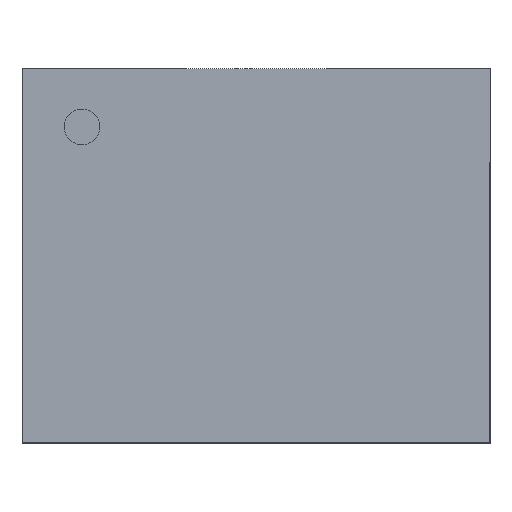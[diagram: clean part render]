
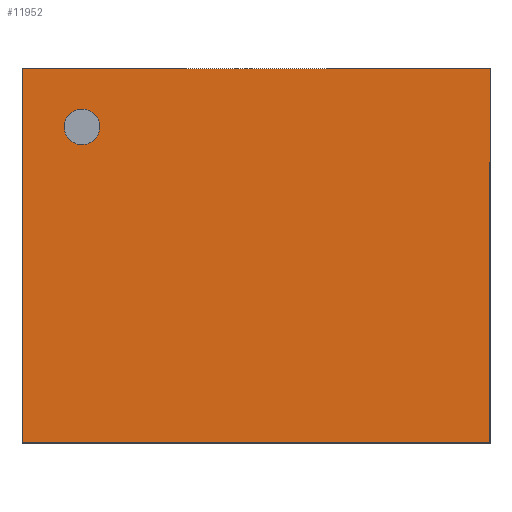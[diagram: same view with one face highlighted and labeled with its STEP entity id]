
A CAD part, top view. The second image highlights one B-rep face of the part: STEP entity #11952.
In plain terms, the highlighted planar face has unit normal (0, 0, 1).
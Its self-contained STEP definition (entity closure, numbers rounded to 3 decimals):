
#90 = EDGE_CURVE ( 'NONE', #1987, #5335, #4616, .T. ) ;
#116 = VECTOR ( 'NONE', #4891, 1000. ) ;
#955 = AXIS2_PLACEMENT_3D ( 'NONE', #2971, #10047, #9984 ) ;
#1352 = EDGE_LOOP ( 'NONE', ( #9832, #2635, #6736, #8189 ) ) ;
#1713 = VERTEX_POINT ( 'NONE', #12384 ) ;
#1987 = VERTEX_POINT ( 'NONE', #10995 ) ;
#2094 = DIRECTION ( 'NONE',  ( 0., 0., 1. ) ) ;
#2426 = CIRCLE ( 'NONE', #11441, 0.076 ) ;
#2635 = ORIENTED_EDGE ( 'NONE', *, *, #90, .T. ) ;
#2713 = CARTESIAN_POINT ( 'NONE',  ( -0.668, 0.551, 1. ) ) ;
#2852 = LINE ( 'NONE', #4912, #6680 ) ;
#2971 = CARTESIAN_POINT ( 'NONE',  ( 0., 0., 1. ) ) ;
#3857 = FACE_OUTER_BOUND ( 'NONE', #1352, .T. ) ;
#3866 = DIRECTION ( 'NONE',  ( 1., 0., 0. ) ) ;
#3897 = DIRECTION ( 'NONE',  ( 0., 1., 0. ) ) ;
#4278 = ORIENTED_EDGE ( 'NONE', *, *, #8926, .F. ) ;
#4313 = VERTEX_POINT ( 'NONE', #8326 ) ;
#4411 = VECTOR ( 'NONE', #3897, 1000. ) ;
#4616 = LINE ( 'NONE', #8510, #116 ) ;
#4891 = DIRECTION ( 'NONE',  ( -1., 0., 0. ) ) ;
#4912 = CARTESIAN_POINT ( 'NONE',  ( -1., -0.8, 1. ) ) ;
#4967 = CARTESIAN_POINT ( 'NONE',  ( -1., 0.8, 1. ) ) ;
#5335 = VERTEX_POINT ( 'NONE', #4967 ) ;
#5368 = DIRECTION ( 'NONE',  ( 0., 0., 1. ) ) ;
#5401 = CARTESIAN_POINT ( 'NONE',  ( -1., 0.8, 1. ) ) ;
#5563 = DIRECTION ( 'NONE',  ( 1., 0., 0. ) ) ;
#6104 = VERTEX_POINT ( 'NONE', #9449 ) ;
#6680 = VECTOR ( 'NONE', #3866, 1000. ) ;
#6736 = ORIENTED_EDGE ( 'NONE', *, *, #11620, .T. ) ;
#7319 = ORIENTED_EDGE ( 'NONE', *, *, #9633, .F. ) ;
#7681 = EDGE_CURVE ( 'NONE', #4313, #1987, #8772, .T. ) ;
#8177 = EDGE_CURVE ( 'NONE', #1713, #4313, #2852, .T. ) ;
#8189 = ORIENTED_EDGE ( 'NONE', *, *, #8177, .T. ) ;
#8261 = VERTEX_POINT ( 'NONE', #2713 ) ;
#8326 = CARTESIAN_POINT ( 'NONE',  ( 1., -0.8, 1. ) ) ;
#8510 = CARTESIAN_POINT ( 'NONE',  ( -1., 0.8, 1. ) ) ;
#8598 = PLANE ( 'NONE',  #955 ) ;
#8772 = LINE ( 'NONE', #12710, #4411 ) ;
#8926 = EDGE_CURVE ( 'NONE', #6104, #8261, #2426, .T. ) ;
#8968 = AXIS2_PLACEMENT_3D ( 'NONE', #9935, #2094, #11937 ) ;
#9213 = DIRECTION ( 'NONE',  ( 0., -1., 0. ) ) ;
#9404 = LINE ( 'NONE', #5401, #12177 ) ;
#9436 = EDGE_LOOP ( 'NONE', ( #7319, #4278 ) ) ;
#9449 = CARTESIAN_POINT ( 'NONE',  ( -0.82, 0.551, 1. ) ) ;
#9633 = EDGE_CURVE ( 'NONE', #8261, #6104, #9823, .T. ) ;
#9823 = CIRCLE ( 'NONE', #8968, 0.076 ) ;
#9832 = ORIENTED_EDGE ( 'NONE', *, *, #7681, .T. ) ;
#9935 = CARTESIAN_POINT ( 'NONE',  ( -0.744, 0.551, 1. ) ) ;
#9984 = DIRECTION ( 'NONE',  ( 1., 0., 0. ) ) ;
#10047 = DIRECTION ( 'NONE',  ( 0., 0., 1. ) ) ;
#10995 = CARTESIAN_POINT ( 'NONE',  ( 1., 0.8, 1. ) ) ;
#11441 = AXIS2_PLACEMENT_3D ( 'NONE', #11533, #5368, #5563 ) ;
#11533 = CARTESIAN_POINT ( 'NONE',  ( -0.744, 0.551, 1. ) ) ;
#11620 = EDGE_CURVE ( 'NONE', #5335, #1713, #9404, .T. ) ;
#11937 = DIRECTION ( 'NONE',  ( 1., 0., 0. ) ) ;
#11952 = ADVANCED_FACE ( 'NONE', ( #12668, #3857 ), #8598, .T. ) ;
#12177 = VECTOR ( 'NONE', #9213, 1000. ) ;
#12384 = CARTESIAN_POINT ( 'NONE',  ( -1., -0.8, 1. ) ) ;
#12668 = FACE_BOUND ( 'NONE', #9436, .T. ) ;
#12710 = CARTESIAN_POINT ( 'NONE',  ( 1., 0.8, 1. ) ) ;
